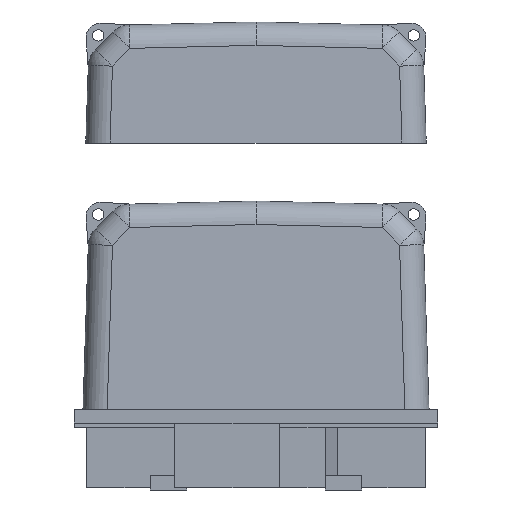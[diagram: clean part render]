
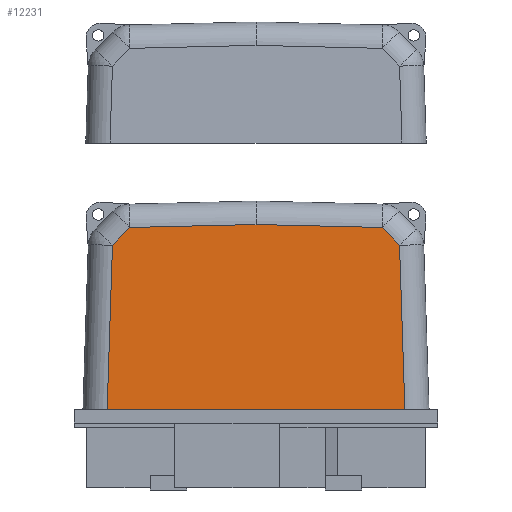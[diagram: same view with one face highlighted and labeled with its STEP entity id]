
A CAD part, front view. The second image highlights one B-rep face of the part: STEP entity #12231.
In plain terms, the highlighted planar face has unit normal (0, -0.999, 0.035).
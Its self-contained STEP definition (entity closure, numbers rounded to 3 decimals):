
#6215=ORIENTED_EDGE('',*,*,#8332,.T.);
#6216=ORIENTED_EDGE('',*,*,#8341,.F.);
#6217=ORIENTED_EDGE('',*,*,#8344,.F.);
#6218=ORIENTED_EDGE('',*,*,#8345,.F.);
#6219=ORIENTED_EDGE('',*,*,#8346,.F.);
#6220=ORIENTED_EDGE('',*,*,#8347,.F.);
#6221=ORIENTED_EDGE('',*,*,#8348,.F.);
#7126=VECTOR('',#9595,1.);
#7132=VECTOR('',#9615,1.);
#7134=VECTOR('',#9621,1.);
#7135=VECTOR('',#9622,1.);
#7136=VECTOR('',#9623,1.);
#7137=VECTOR('',#9624,1.);
#7138=VECTOR('',#9625,1.);
#7544=LINE('',#10866,#7126);
#7550=LINE('',#10885,#7132);
#7552=LINE('',#10891,#7134);
#7553=LINE('',#10893,#7135);
#7554=LINE('',#10895,#7136);
#7555=LINE('',#10897,#7137);
#7556=LINE('',#10898,#7138);
#7907=VERTEX_POINT('',#10863);
#7908=VERTEX_POINT('',#10865);
#7914=VERTEX_POINT('',#10884);
#7916=VERTEX_POINT('',#10890);
#7917=VERTEX_POINT('',#10892);
#7918=VERTEX_POINT('',#10894);
#7919=VERTEX_POINT('',#10896);
#8332=EDGE_CURVE('',#7908,#7907,#7544,.T.);
#8341=EDGE_CURVE('',#7914,#7907,#7550,.T.);
#8344=EDGE_CURVE('',#7916,#7914,#7552,.T.);
#8345=EDGE_CURVE('',#7917,#7916,#7553,.T.);
#8346=EDGE_CURVE('',#7918,#7917,#7554,.T.);
#8347=EDGE_CURVE('',#7919,#7918,#7555,.T.);
#8348=EDGE_CURVE('',#7908,#7919,#7556,.T.);
#8795=EDGE_LOOP('',(#6215,#6216,#6217,#6218,#6219,#6220,#6221));
#9055=FACE_BOUND('',#8795,.T.);
#9595=DIRECTION('',(368.963,0.,0.));
#9615=DIRECTION('',(6.586,-7.038,-203.687));
#9619=DIRECTION('',(0.,-0.999,0.035));
#9620=DIRECTION('',(-0.999,0.,0.));
#9621=DIRECTION('',(21.727,-0.761,-22.009));
#9622=DIRECTION('',(156.168,-0.128,-3.696));
#9623=DIRECTION('',(156.168,0.128,3.696));
#9624=DIRECTION('',(21.727,0.761,22.009));
#9625=DIRECTION('',(6.586,7.038,203.687));
#10863=CARTESIAN_POINT('',(192.121,53.072,255.37));
#10865=CARTESIAN_POINT('',(-176.841,53.072,255.37));
#10866=CARTESIAN_POINT('',(-176.841,53.072,255.37));
#10884=CARTESIAN_POINT('',(185.536,60.111,459.057));
#10885=CARTESIAN_POINT('',(185.536,60.111,459.057));
#10889=CARTESIAN_POINT('',(-176.841,53.072,255.37));
#10890=CARTESIAN_POINT('',(163.808,60.871,481.066));
#10891=CARTESIAN_POINT('',(163.808,60.871,481.066));
#10892=CARTESIAN_POINT('',(7.64,60.999,484.762));
#10893=CARTESIAN_POINT('',(7.64,60.999,484.762));
#10894=CARTESIAN_POINT('',(-148.528,60.871,481.066));
#10895=CARTESIAN_POINT('',(-148.528,60.871,481.066));
#10896=CARTESIAN_POINT('',(-170.255,60.111,459.057));
#10897=CARTESIAN_POINT('',(-170.255,60.111,459.057));
#10898=CARTESIAN_POINT('',(-176.841,53.072,255.37));
#11720=AXIS2_PLACEMENT_3D('',#10889,#9619,#9620);
#12096=PLANE('',#11720);
#12231=ADVANCED_FACE('',(#9055),#12096,.T.);
